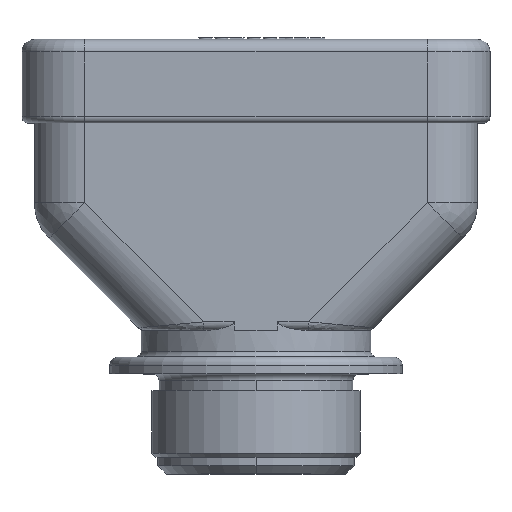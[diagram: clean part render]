
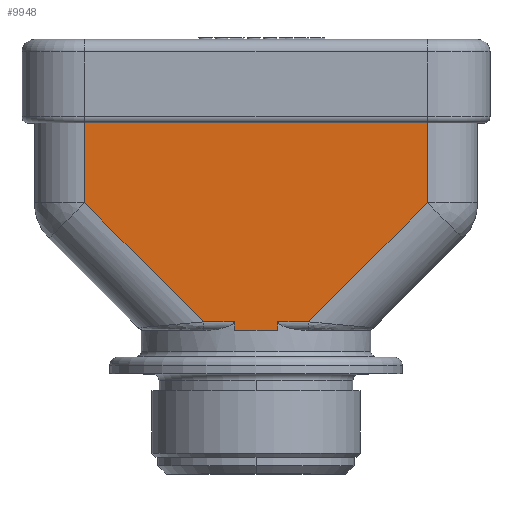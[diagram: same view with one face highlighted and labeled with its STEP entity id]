
A CAD part, top view. The second image highlights one B-rep face of the part: STEP entity #9948.
In plain terms, the highlighted planar face has unit normal (0, 0, 1).
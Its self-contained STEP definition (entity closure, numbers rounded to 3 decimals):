
#8010=DIRECTION('',(0.,1.,0.));
#8011=VECTOR('',#8010,1.);
#8012=CARTESIAN_POINT('',(-2.61,17.2,13.5));
#8013=LINE('',#8012,#8011);
#8014=DIRECTION('',(0.,-1.,0.));
#8015=VECTOR('',#8014,1.);
#8016=CARTESIAN_POINT('',(2.61,18.2,13.5));
#8017=LINE('',#8016,#8015);
#8264=DIRECTION('',(-1.,0.,0.));
#8265=VECTOR('',#8264,3.655);
#8266=CARTESIAN_POINT('',(6.265,18.2,13.5));
#8267=LINE('',#8266,#8265);
#8272=DIRECTION('',(1.,0.,0.));
#8273=VECTOR('',#8272,41.);
#8274=CARTESIAN_POINT('',(-20.5,49.,13.5));
#8275=LINE('',#8274,#8273);
#8276=DIRECTION('',(0.707,0.707,0.));
#8277=VECTOR('',#8276,20.132);
#8278=CARTESIAN_POINT('',(6.265,18.2,13.5));
#8279=LINE('',#8278,#8277);
#8280=DIRECTION('',(0.707,-0.707,0.));
#8281=VECTOR('',#8280,20.132);
#8282=CARTESIAN_POINT('',(-20.5,32.435,13.5));
#8283=LINE('',#8282,#8281);
#8311=DIRECTION('',(0.,1.,0.));
#8312=VECTOR('',#8311,16.565);
#8313=CARTESIAN_POINT('',(-20.5,32.435,13.5));
#8314=LINE('',#8313,#8312);
#8347=CARTESIAN_POINT('',(-6.265,18.2,13.5));
#8382=CARTESIAN_POINT('',(-2.61,18.2,13.5));
#8388=DIRECTION('',(-1.,0.,0.));
#8389=VECTOR('',#8388,3.655);
#8390=CARTESIAN_POINT('',(-2.61,18.2,13.5));
#8391=LINE('',#8390,#8389);
#8481=DIRECTION('',(0.,-1.,0.));
#8482=VECTOR('',#8481,16.565);
#8483=CARTESIAN_POINT('',(20.5,49.,13.5));
#8484=LINE('',#8483,#8482);
#8523=DIRECTION('',(-1.,0.,0.));
#8524=VECTOR('',#8523,5.22);
#8525=CARTESIAN_POINT('',(2.61,17.2,13.5));
#8526=LINE('',#8525,#8524);
#8666=CARTESIAN_POINT('',(2.61,18.2,13.5));
#8667=CARTESIAN_POINT('',(2.61,17.2,13.5));
#8668=VERTEX_POINT('',#8666);
#8669=VERTEX_POINT('',#8667);
#8678=CARTESIAN_POINT('',(6.265,18.2,13.5));
#8679=CARTESIAN_POINT('',(20.5,32.435,13.5));
#8680=VERTEX_POINT('',#8678);
#8681=VERTEX_POINT('',#8679);
#8697=CARTESIAN_POINT('',(-2.61,17.2,13.5));
#8698=VERTEX_POINT('',#8697);
#8745=CARTESIAN_POINT('',(-20.5,32.435,13.5));
#8746=VERTEX_POINT('',#8745);
#8769=VERTEX_POINT('',#8347);
#8782=CARTESIAN_POINT('',(20.5,49.,13.5));
#8784=VERTEX_POINT('',#8782);
#8805=VERTEX_POINT('',#8382);
#8842=CARTESIAN_POINT('',(-20.5,49.,13.5));
#8843=VERTEX_POINT('',#8842);
#9924=CARTESIAN_POINT('',(0.,0.,13.5));
#9925=DIRECTION('',(0.,0.,1.));
#9926=DIRECTION('',(1.,0.,0.));
#9927=AXIS2_PLACEMENT_3D('',#9924,#9925,#9926);
#9928=PLANE('',#9927);
#9930=ORIENTED_EDGE('',*,*,#9929,.T.);
#9932=ORIENTED_EDGE('',*,*,#9931,.T.);
#9934=ORIENTED_EDGE('',*,*,#9933,.F.);
#9935=ORIENTED_EDGE('',*,*,#9916,.T.);
#9936=ORIENTED_EDGE('',*,*,#9432,.T.);
#9938=ORIENTED_EDGE('',*,*,#9937,.T.);
#9939=ORIENTED_EDGE('',*,*,#9428,.T.);
#9941=ORIENTED_EDGE('',*,*,#9940,.T.);
#9943=ORIENTED_EDGE('',*,*,#9942,.F.);
#9945=ORIENTED_EDGE('',*,*,#9944,.T.);
#9946=EDGE_LOOP('',(#9930,#9932,#9934,#9935,#9936,#9938,#9939,#9941,#9943,
#9945));
#9947=FACE_OUTER_BOUND('',#9946,.F.);
#9948=ADVANCED_FACE('',(#9947),#9928,.T.);
#9428=EDGE_CURVE('',#8698,#8805,#8013,.T.);
#9432=EDGE_CURVE('',#8668,#8669,#8017,.T.);
#9916=EDGE_CURVE('',#8680,#8668,#8267,.T.);
#9929=EDGE_CURVE('',#8843,#8784,#8275,.T.);
#9931=EDGE_CURVE('',#8784,#8681,#8484,.T.);
#9933=EDGE_CURVE('',#8680,#8681,#8279,.T.);
#9937=EDGE_CURVE('',#8669,#8698,#8526,.T.);
#9940=EDGE_CURVE('',#8805,#8769,#8391,.T.);
#9942=EDGE_CURVE('',#8746,#8769,#8283,.T.);
#9944=EDGE_CURVE('',#8746,#8843,#8314,.T.);
